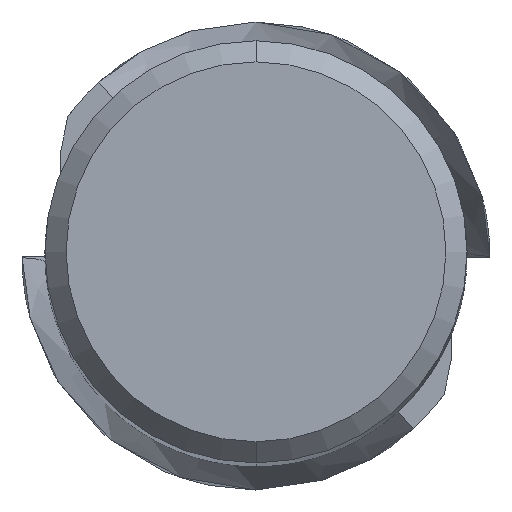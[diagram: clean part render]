
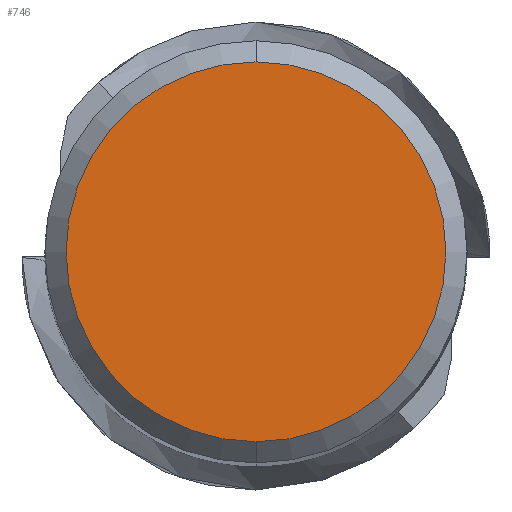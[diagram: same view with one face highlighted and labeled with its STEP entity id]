
A CAD part, top view. The second image highlights one B-rep face of the part: STEP entity #746.
In plain terms, the highlighted planar face has unit normal (0, 0, 1).
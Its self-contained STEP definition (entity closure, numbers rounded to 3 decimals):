
#500=EDGE_CURVE('',#938,#948,#1179,.T.);
#540=EDGE_CURVE('',#948,#938,#1223,.T.);
#746=ADVANCED_FACE('',(#1446),#1447,.T.);
#938=VERTEX_POINT('',#1661);
#948=VERTEX_POINT('',#1671);
#1179=CIRCLE('',#2096,5.4);
#1223=CIRCLE('',#2522,5.4);
#1446=FACE_OUTER_BOUND('',#3314,.T.);
#1447=PLANE('',#3315);
#1661=CARTESIAN_POINT('',(0.,-5.4,0.0));
#1671=CARTESIAN_POINT('',(0.0,5.4,0.0));
#2096=AXIS2_PLACEMENT_3D('',#5809,#5810,#5811);
#2522=AXIS2_PLACEMENT_3D('',#5855,#5856,#5857);
#3314=EDGE_LOOP('',(#6073,#6074));
#3315=AXIS2_PLACEMENT_3D('',#6075,#6076,#6077);
#5809=CARTESIAN_POINT('',(0.0,0.0,0.0));
#5810=DIRECTION('',(0.0,0.0,-1.0));
#5811=DIRECTION('',(0.0,1.0,0.0));
#5855=CARTESIAN_POINT('',(0.0,0.0,0.0));
#5856=DIRECTION('',(0.0,0.0,-1.0));
#5857=DIRECTION('',(0.0,1.0,0.0));
#6073=ORIENTED_EDGE('',*,*,#540,.F.);
#6074=ORIENTED_EDGE('',*,*,#500,.F.);
#6075=CARTESIAN_POINT('',(0.0,2.7,0.0));
#6076=DIRECTION('',(-0.0,0.0,1.0));
#6077=DIRECTION('',(0.0,-1.0,0.0));
